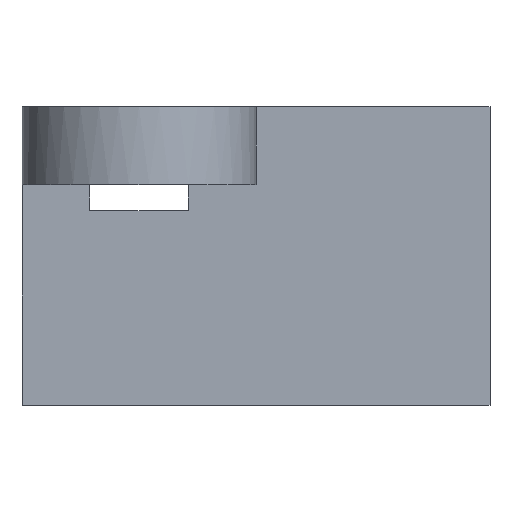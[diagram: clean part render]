
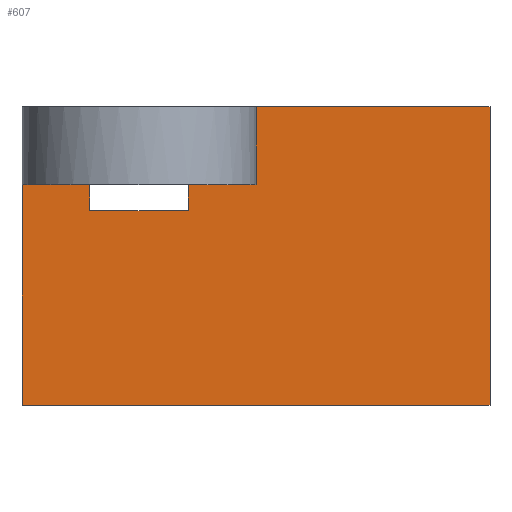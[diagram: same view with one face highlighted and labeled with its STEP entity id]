
A CAD part, front view. The second image highlights one B-rep face of the part: STEP entity #607.
In plain terms, the highlighted planar face has unit normal (0, -1, 0).
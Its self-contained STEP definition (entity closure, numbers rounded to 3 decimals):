
#429 = VERTEX_POINT('',#430);
#430 = CARTESIAN_POINT('',(-8.5,-7.5,-6.5));
#436 = EDGE_CURVE('',#429,#437,#439,.T.);
#437 = VERTEX_POINT('',#438);
#438 = CARTESIAN_POINT('',(9.5,-7.5,-6.5));
#439 = LINE('',#440,#441);
#440 = CARTESIAN_POINT('',(-8.5,-7.5,-6.5));
#441 = VECTOR('',#442,1.);
#442 = DIRECTION('',(1.,0.,0.));
#475 = EDGE_CURVE('',#429,#476,#478,.T.);
#476 = VERTEX_POINT('',#477);
#477 = CARTESIAN_POINT('',(-8.5,-7.5,2.));
#478 = LINE('',#479,#480);
#479 = CARTESIAN_POINT('',(-8.5,-7.5,-6.5));
#480 = VECTOR('',#481,1.);
#481 = DIRECTION('',(0.,0.,1.));
#607 = ADVANCED_FACE('',(#608),#674,.F.);
#608 = FACE_BOUND('',#609,.F.);
#609 = EDGE_LOOP('',(#610,#611,#612,#620,#628,#636,#644,#652,#660,#668)
  );
#610 = ORIENTED_EDGE('',*,*,#436,.F.);
#611 = ORIENTED_EDGE('',*,*,#475,.T.);
#612 = ORIENTED_EDGE('',*,*,#613,.T.);
#613 = EDGE_CURVE('',#476,#614,#616,.T.);
#614 = VERTEX_POINT('',#615);
#615 = CARTESIAN_POINT('',(-5.9,-7.5,2.));
#616 = LINE('',#617,#618);
#617 = CARTESIAN_POINT('',(-8.5,-7.5,2.));
#618 = VECTOR('',#619,1.);
#619 = DIRECTION('',(1.,0.,0.));
#620 = ORIENTED_EDGE('',*,*,#621,.F.);
#621 = EDGE_CURVE('',#622,#614,#624,.T.);
#622 = VERTEX_POINT('',#623);
#623 = CARTESIAN_POINT('',(-5.9,-7.5,1.));
#624 = LINE('',#625,#626);
#625 = CARTESIAN_POINT('',(-5.9,-7.5,-2.75));
#626 = VECTOR('',#627,1.);
#627 = DIRECTION('',(0.,0.,1.));
#628 = ORIENTED_EDGE('',*,*,#629,.F.);
#629 = EDGE_CURVE('',#630,#622,#632,.T.);
#630 = VERTEX_POINT('',#631);
#631 = CARTESIAN_POINT('',(-2.1,-7.5,1.));
#632 = LINE('',#633,#634);
#633 = CARTESIAN_POINT('',(-5.3,-7.5,1.));
#634 = VECTOR('',#635,1.);
#635 = DIRECTION('',(-1.,0.,0.));
#636 = ORIENTED_EDGE('',*,*,#637,.F.);
#637 = EDGE_CURVE('',#638,#630,#640,.T.);
#638 = VERTEX_POINT('',#639);
#639 = CARTESIAN_POINT('',(-2.1,-7.5,2.));
#640 = LINE('',#641,#642);
#641 = CARTESIAN_POINT('',(-2.1,-7.5,-2.25));
#642 = VECTOR('',#643,1.);
#643 = DIRECTION('',(0.,0.,-1.));
#644 = ORIENTED_EDGE('',*,*,#645,.T.);
#645 = EDGE_CURVE('',#638,#646,#648,.T.);
#646 = VERTEX_POINT('',#647);
#647 = CARTESIAN_POINT('',(0.5,-7.5,2.));
#648 = LINE('',#649,#650);
#649 = CARTESIAN_POINT('',(-8.5,-7.5,2.));
#650 = VECTOR('',#651,1.);
#651 = DIRECTION('',(1.,0.,0.));
#652 = ORIENTED_EDGE('',*,*,#653,.F.);
#653 = EDGE_CURVE('',#654,#646,#656,.T.);
#654 = VERTEX_POINT('',#655);
#655 = CARTESIAN_POINT('',(0.5,-7.5,5.));
#656 = LINE('',#657,#658);
#657 = CARTESIAN_POINT('',(0.5,-7.5,5.));
#658 = VECTOR('',#659,1.);
#659 = DIRECTION('',(-0.,-0.,-1.));
#660 = ORIENTED_EDGE('',*,*,#661,.T.);
#661 = EDGE_CURVE('',#654,#662,#664,.T.);
#662 = VERTEX_POINT('',#663);
#663 = CARTESIAN_POINT('',(9.5,-7.5,5.));
#664 = LINE('',#665,#666);
#665 = CARTESIAN_POINT('',(-8.5,-7.5,5.));
#666 = VECTOR('',#667,1.);
#667 = DIRECTION('',(1.,0.,0.));
#668 = ORIENTED_EDGE('',*,*,#669,.F.);
#669 = EDGE_CURVE('',#437,#662,#670,.T.);
#670 = LINE('',#671,#672);
#671 = CARTESIAN_POINT('',(9.5,-7.5,-6.5));
#672 = VECTOR('',#673,1.);
#673 = DIRECTION('',(0.,0.,1.));
#674 = PLANE('',#675);
#675 = AXIS2_PLACEMENT_3D('',#676,#677,#678);
#676 = CARTESIAN_POINT('',(-8.5,-7.5,-6.5));
#677 = DIRECTION('',(0.,1.,0.));
#678 = DIRECTION('',(1.,0.,0.));
